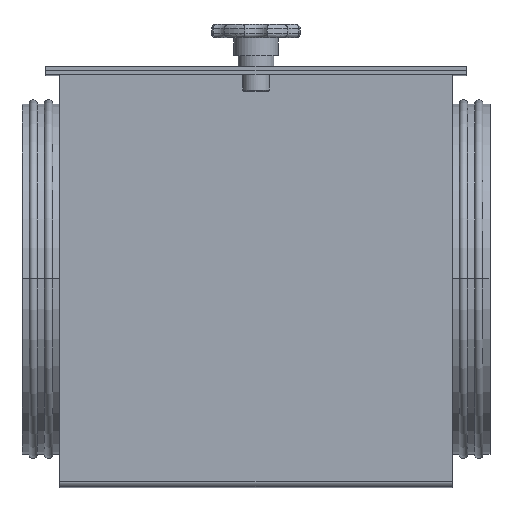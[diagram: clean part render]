
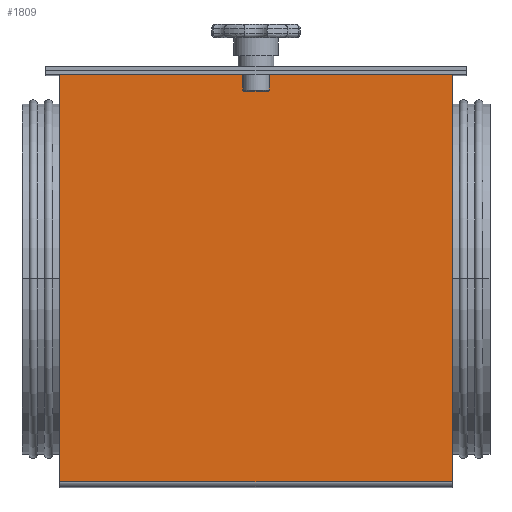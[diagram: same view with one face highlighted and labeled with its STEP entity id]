
A CAD part, top view. The second image highlights one B-rep face of the part: STEP entity #1809.
In plain terms, the highlighted planar face has unit normal (0, 0, 1).
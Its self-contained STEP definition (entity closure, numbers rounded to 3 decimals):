
#1506 = VERTEX_POINT ( 'NONE', #4251 ) ;
#1511 = EDGE_CURVE ( 'NONE', #1512, #1506, #3878, .T. ) ;
#1512 = VERTEX_POINT ( 'NONE', #3879 ) ;
#1682 = VERTEX_POINT ( 'NONE', #4157 ) ;
#1703 = VERTEX_POINT ( 'NONE', #4356 ) ;
#1761 = ORIENTED_EDGE ( 'NONE', *, *, #1827, .T. ) ;
#1809 = ADVANCED_FACE ( 'NONE', ( #4525 ), #4521, .F. ) ;
#1810 = EDGE_LOOP ( 'NONE', ( #1840, #1841, #1853, #1761 ) ) ;
#1821 = EDGE_CURVE ( 'NONE', #1682, #1512, #4533, .T. ) ;
#1822 = EDGE_CURVE ( 'NONE', #1682, #1703, #4481, .T. ) ;
#1827 = EDGE_CURVE ( 'NONE', #1506, #1703, #4621, .T. ) ;
#1840 = ORIENTED_EDGE ( 'NONE', *, *, #1822, .F. ) ;
#1841 = ORIENTED_EDGE ( 'NONE', *, *, #1821, .T. ) ;
#1853 = ORIENTED_EDGE ( 'NONE', *, *, #1511, .T. ) ;
#3876 = VECTOR ( 'NONE', #3882, 1000. ) ;
#3877 = CARTESIAN_POINT ( 'NONE',  ( 140., 294., 300. ) ) ;
#3878 = LINE ( 'NONE', #3877, #3876 ) ;
#3879 = CARTESIAN_POINT ( 'NONE',  ( 140., 294., 300. ) ) ;
#3882 = DIRECTION ( 'NONE',  ( -1., 0., 0. ) ) ;
#4157 = CARTESIAN_POINT ( 'NONE',  ( 140., 3.737, 300. ) ) ;
#4251 = CARTESIAN_POINT ( 'NONE',  ( -140., 294., 300. ) ) ;
#4356 = CARTESIAN_POINT ( 'NONE',  ( -140., 3.737, 300. ) ) ;
#4478 = DIRECTION ( 'NONE',  ( -1., 0., 0. ) ) ;
#4479 = VECTOR ( 'NONE', #4478, 1000. ) ;
#4480 = CARTESIAN_POINT ( 'NONE',  ( -140., 3.737, 300. ) ) ;
#4481 = LINE ( 'NONE', #4480, #4479 ) ;
#4483 = DIRECTION ( 'NONE',  ( 0., 1., 0. ) ) ;
#4484 = VECTOR ( 'NONE', #4483, 1000. ) ;
#4520 = CARTESIAN_POINT ( 'NONE',  ( 140., 3., 300. ) ) ;
#4521 = PLANE ( 'NONE',  #4550 ) ;
#4525 = FACE_OUTER_BOUND ( 'NONE', #1810, .T. ) ;
#4532 = CARTESIAN_POINT ( 'NONE',  ( 140., 3., 300. ) ) ;
#4533 = LINE ( 'NONE', #4532, #4484 ) ;
#4548 = DIRECTION ( 'NONE',  ( -1., 0., 0. ) ) ;
#4549 = DIRECTION ( 'NONE',  ( 0., 0., -1. ) ) ;
#4550 = AXIS2_PLACEMENT_3D ( 'NONE', #4520, #4549, #4548 ) ;
#4594 = VECTOR ( 'NONE', #4617, 1000. ) ;
#4605 = CARTESIAN_POINT ( 'NONE',  ( -140., 3., 300. ) ) ;
#4617 = DIRECTION ( 'NONE',  ( 0., -1., 0. ) ) ;
#4621 = LINE ( 'NONE', #4605, #4594 ) ;
